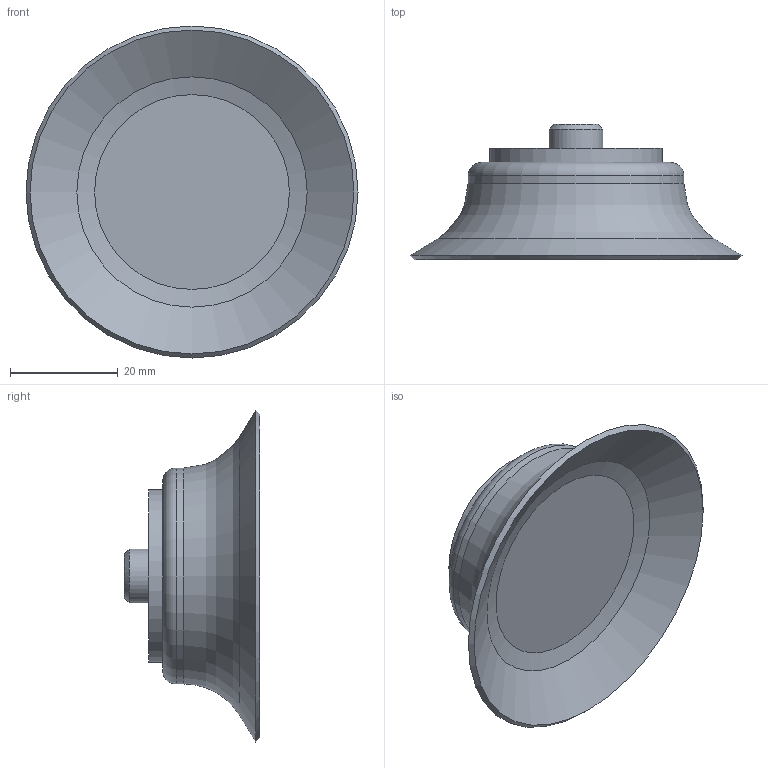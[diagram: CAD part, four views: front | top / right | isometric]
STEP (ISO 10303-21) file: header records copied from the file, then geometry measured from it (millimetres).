
FILE_DESCRIPTION(/* description */ ('STEP AP214'),/* implementation_level */ '2;1');
FILE_NAME(/* name */ '189316_ESS-60-SS',/* time_stamp */ '2024-08-28T09:55:10+02:00',/* author */ ('License CC BY-ND 4.0'),/* organization */ ('CADENAS'),/* preprocessor_version */ 'ST-DEVELOPER v19.3',/* originating_system */ 'PARTsolutions',/* authorisation */ ' ');
FILE_SCHEMA (('AUTOMOTIVE_DESIGN {1 0 10303 214 3 1 1}'));
Length unit declared in the file: millimetre
Products named in the file (1): 189316 ESS-60-SS
Bounding box: 61.5 x 25.1 x 61.5 mm (x, y, z)
Volume: 19774 mm3; surface area: 8241.4 mm2
Topology: 1 solids, 1 shells, 16 faces, 26 edges, 15 vertices
Faces by surface type: plane 5, cone 5, cylinder 4, torus 2
Full cylindrical faces by diameter (mm): 10 x1, 17 x1, 32 x1, 40 x1
Entity records: 344 total; most frequent: DIRECTION 64, CARTESIAN_POINT 47, AXIS2_PLACEMENT_3D 32, ORIENTED_EDGE 30, EDGE_LOOP 30, FACE_BOUND 30, ADVANCED_FACE 16, EDGE_CURVE 15
